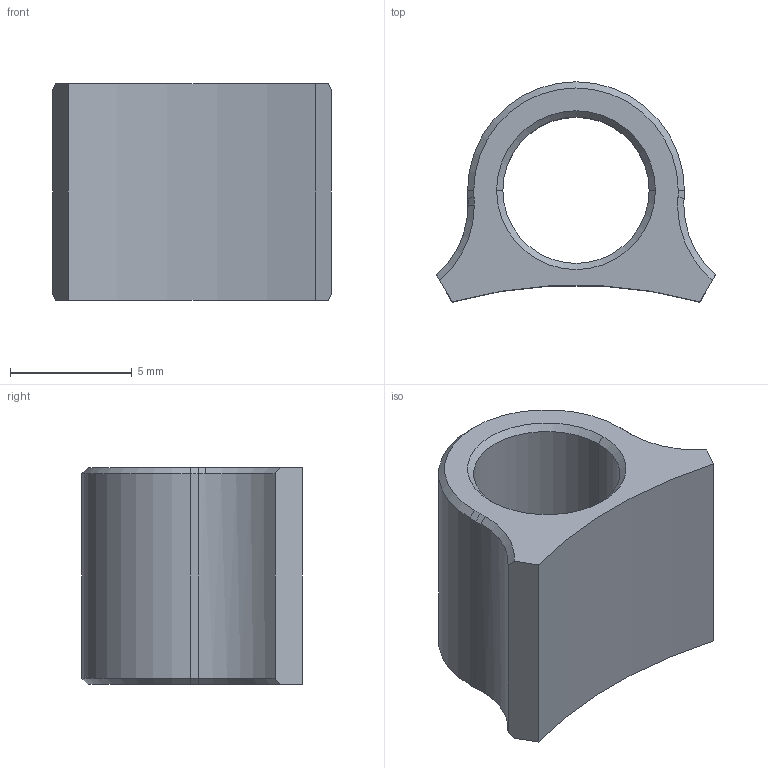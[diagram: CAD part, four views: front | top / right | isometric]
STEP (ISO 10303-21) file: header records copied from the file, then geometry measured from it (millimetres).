
FILE_DESCRIPTION (( 'STEP AP214' ), '1' );
FILE_NAME ('CS0126.STEP', '2025-04-10T14:42:05', ( '' ), ( '' ), 'SwSTEP 2.0', 'SolidWorks 2023', '' );
FILE_SCHEMA (( 'AUTOMOTIVE_DESIGN' ));
Length unit declared in the file: inch
Products named in the file (1): CS0126
Bounding box: 11.43 x 9.02 x 8.89 mm (x, y, z)
Volume: 379.7 mm3; surface area: 548.2 mm2
Topology: 1 solids, 1 shells, 29 faces, 68 edges, 41 vertices
Faces by surface type: cone 16, cylinder 9, plane 4
Entity records: 868 total; most frequent: DIRECTION 159, CARTESIAN_POINT 151, ORIENTED_EDGE 136, EDGE_CURVE 68, AXIS2_PLACEMENT_3D 65, VERTEX_POINT 41, CIRCLE 35, EDGE_LOOP 31
